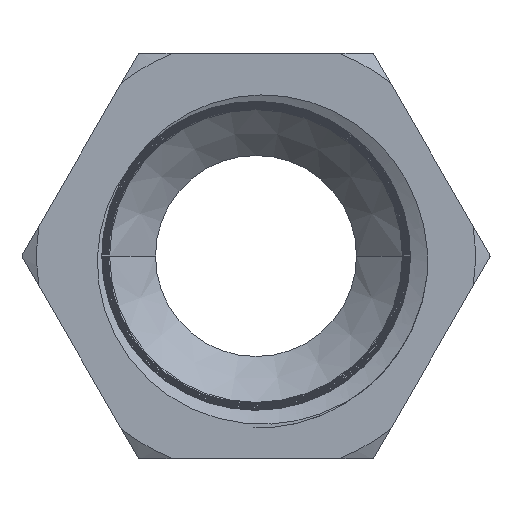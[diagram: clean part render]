
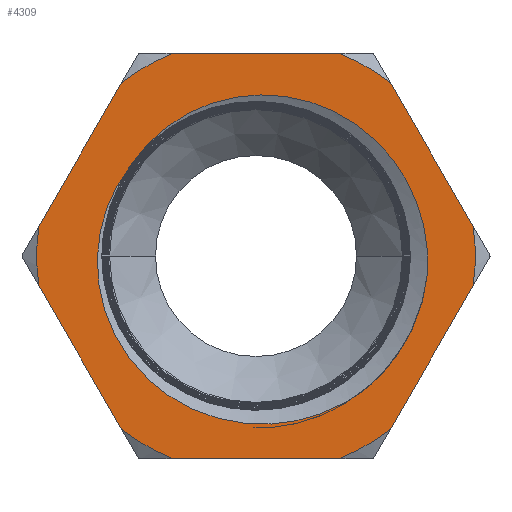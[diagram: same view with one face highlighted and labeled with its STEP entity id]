
A CAD part, left-side view. The second image highlights one B-rep face of the part: STEP entity #4309.
In plain terms, the highlighted planar face has unit normal (-1, 0, 0).
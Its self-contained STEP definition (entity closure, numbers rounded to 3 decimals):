
#121=DIRECTION('',(0.,-0.5,0.866));
#122=VECTOR('',#121,12.931);
#123=CARTESIAN_POINT('',(0.,16.959,2.326));
#124=LINE('',#123,#122);
#125=CARTESIAN_POINT('',(0.,0.,0.));
#126=DIRECTION('',(-1.,0.,0.));
#127=DIRECTION('',(0.,0.378,0.926));
#128=AXIS2_PLACEMENT_3D('',#125,#126,#127);
#130=DIRECTION('',(0.,-1.,0.));
#131=VECTOR('',#130,12.931);
#132=CARTESIAN_POINT('',(0.,6.466,15.85));
#133=LINE('',#132,#131);
#134=CARTESIAN_POINT('',(0.,0.,0.));
#135=DIRECTION('',(-1.,0.,0.));
#136=DIRECTION('',(0.,-0.613,0.79));
#137=AXIS2_PLACEMENT_3D('',#134,#135,#136);
#139=DIRECTION('',(0.,-0.5,-0.866));
#140=VECTOR('',#139,12.931);
#141=CARTESIAN_POINT('',(0.,-10.494,13.524));
#142=LINE('',#141,#140);
#143=DIRECTION('',(0.,0.5,-0.866));
#144=VECTOR('',#143,12.931);
#145=CARTESIAN_POINT('',(0.,-16.959,-2.326));
#146=LINE('',#145,#144);
#147=CARTESIAN_POINT('',(0.,0.,0.));
#148=DIRECTION('',(-1.,0.,0.));
#149=DIRECTION('',(0.,-0.378,-0.926));
#150=AXIS2_PLACEMENT_3D('',#147,#148,#149);
#152=DIRECTION('',(0.,1.,0.));
#153=VECTOR('',#152,12.931);
#154=CARTESIAN_POINT('',(0.,-6.466,-15.85));
#155=LINE('',#154,#153);
#156=CARTESIAN_POINT('',(0.,0.,0.));
#157=DIRECTION('',(-1.,0.,0.));
#158=DIRECTION('',(0.,0.613,-0.79));
#159=AXIS2_PLACEMENT_3D('',#156,#157,#158);
#161=DIRECTION('',(0.,0.5,0.866));
#162=VECTOR('',#161,12.931);
#163=CARTESIAN_POINT('',(0.,10.494,-13.524));
#164=LINE('',#163,#162);
#165=CARTESIAN_POINT('',(0.,9.554,7.399));
#166=CARTESIAN_POINT('',(0.,9.208,7.889));
#167=CARTESIAN_POINT('',(0.,8.45,8.809));
#168=CARTESIAN_POINT('',(0.,7.092,10.033));
#169=CARTESIAN_POINT('',(0.,5.578,11.034));
#170=CARTESIAN_POINT('',(0.,3.917,11.811));
#171=CARTESIAN_POINT('',(0.,2.148,12.336));
#172=CARTESIAN_POINT('',(0.,0.324,12.596));
#173=CARTESIAN_POINT('',(0.,-1.545,12.584));
#174=CARTESIAN_POINT('',(0.,-3.379,12.3));
#175=CARTESIAN_POINT('',(0.,-5.168,11.747));
#176=CARTESIAN_POINT('',(0.,-6.868,10.934));
#177=CARTESIAN_POINT('',(0.,-8.45,9.868));
#178=CARTESIAN_POINT('',(0.,-9.87,8.566));
#179=CARTESIAN_POINT('',(0.,-11.052,7.11));
#180=CARTESIAN_POINT('',(0.,-11.99,5.55));
#181=CARTESIAN_POINT('',(0.,-12.698,3.902));
#182=CARTESIAN_POINT('',(0.,-13.179,2.171));
#183=CARTESIAN_POINT('',(0.,-13.424,0.36));
#184=CARTESIAN_POINT('',(0.,-13.422,-0.855));
#185=CARTESIAN_POINT('',(0.,-13.379,-1.467));
#187=CARTESIAN_POINT('',(0.,0.,0.));
#188=DIRECTION('',(-1.,0.,0.));
#189=DIRECTION('',(0.,0.791,0.612));
#190=AXIS2_PLACEMENT_3D('',#187,#188,#189);
#192=CARTESIAN_POINT('',(0.,-8.464,-10.456));
#193=CARTESIAN_POINT('',(0.,-7.983,-10.818));
#194=CARTESIAN_POINT('',(0.,-6.986,-11.469));
#195=CARTESIAN_POINT('',(0.,-5.362,-12.242));
#196=CARTESIAN_POINT('',(0.,-3.691,-12.778));
#197=CARTESIAN_POINT('',(0.,-1.979,-13.09));
#198=CARTESIAN_POINT('',(0.,-0.2,-13.176));
#199=CARTESIAN_POINT('',(0.,1.671,-13.009));
#200=CARTESIAN_POINT('',(0.,3.602,-12.539));
#201=CARTESIAN_POINT('',(0.,5.418,-11.786));
#202=CARTESIAN_POINT('',(0.,7.081,-10.782));
#203=CARTESIAN_POINT('',(0.,8.552,-9.561));
#204=CARTESIAN_POINT('',(0.,9.821,-8.142));
#205=CARTESIAN_POINT('',(0.,10.869,-6.542));
#206=CARTESIAN_POINT('',(0.,11.664,-4.805));
#207=CARTESIAN_POINT('',(0.,12.188,-2.958));
#208=CARTESIAN_POINT('',(0.,12.418,-1.107));
#209=CARTESIAN_POINT('',(0.,12.377,0.682));
#210=CARTESIAN_POINT('',(0.,12.091,2.4));
#211=CARTESIAN_POINT('',(0.,11.574,4.044));
#212=CARTESIAN_POINT('',(0.,10.824,5.613));
#213=CARTESIAN_POINT('',(0.,10.183,6.574));
#214=CARTESIAN_POINT('',(0.,9.825,7.035));
#216=CARTESIAN_POINT('',(0.,-13.379,-1.467));
#217=CARTESIAN_POINT('',(0.,-13.315,-2.049));
#218=CARTESIAN_POINT('',(0.,-13.113,-3.193));
#219=CARTESIAN_POINT('',(0.,-12.584,-4.877));
#220=CARTESIAN_POINT('',(0.,-11.844,-6.466));
#221=CARTESIAN_POINT('',(0.,-10.905,-7.946));
#222=CARTESIAN_POINT('',(0.,-9.773,-9.301));
#223=CARTESIAN_POINT('',(0.,-8.919,-10.089));
#224=CARTESIAN_POINT('',(0.,-8.464,-10.456));
#240=CARTESIAN_POINT('',(0.,0.,0.));
#241=DIRECTION('',(-1.,0.,0.));
#242=DIRECTION('',(0.,0.991,0.136));
#243=AXIS2_PLACEMENT_3D('',#240,#241,#242);
#266=CARTESIAN_POINT('',(0.,0.,0.));
#267=DIRECTION('',(-1.,0.,0.));
#268=DIRECTION('',(0.,-0.991,-0.136));
#269=AXIS2_PLACEMENT_3D('',#266,#267,#268);
#4044=CARTESIAN_POINT('',(0.,10.494,-13.524));
#4045=CARTESIAN_POINT('',(0.,6.466,-15.85));
#4046=VERTEX_POINT('',#4044);
#4047=VERTEX_POINT('',#4045);
#4048=CARTESIAN_POINT('',(0.,-6.466,-15.85));
#4049=CARTESIAN_POINT('',(0.,-10.494,-13.524));
#4050=VERTEX_POINT('',#4048);
#4051=VERTEX_POINT('',#4049);
#4052=CARTESIAN_POINT('',(0.,-10.494,13.524));
#4053=CARTESIAN_POINT('',(0.,-6.466,15.85));
#4054=VERTEX_POINT('',#4052);
#4055=VERTEX_POINT('',#4053);
#4056=CARTESIAN_POINT('',(0.,6.466,15.85));
#4057=CARTESIAN_POINT('',(0.,10.494,13.524));
#4058=VERTEX_POINT('',#4056);
#4059=VERTEX_POINT('',#4057);
#4076=CARTESIAN_POINT('',(0.,16.959,-2.326));
#4077=VERTEX_POINT('',#4076);
#4078=CARTESIAN_POINT('',(0.,16.959,2.326));
#4079=VERTEX_POINT('',#4078);
#4080=CARTESIAN_POINT('',(0.,-16.959,2.326));
#4081=VERTEX_POINT('',#4080);
#4082=CARTESIAN_POINT('',(0.,-16.959,-2.326));
#4083=VERTEX_POINT('',#4082);
#4132=VERTEX_POINT('',#165);
#4133=VERTEX_POINT('',#185);
#4134=VERTEX_POINT('',#224);
#4135=VERTEX_POINT('',#214);
#4268=CARTESIAN_POINT('',(0.,0.,0.));
#4269=DIRECTION('',(1.,0.,0.));
#4270=DIRECTION('',(0.,0.,-1.));
#4271=AXIS2_PLACEMENT_3D('',#4268,#4269,#4270);
#4272=PLANE('',#4271);
#4274=ORIENTED_EDGE('',*,*,#4273,.F.);
#4276=ORIENTED_EDGE('',*,*,#4275,.T.);
#4278=ORIENTED_EDGE('',*,*,#4277,.F.);
#4280=ORIENTED_EDGE('',*,*,#4279,.T.);
#4282=ORIENTED_EDGE('',*,*,#4281,.F.);
#4284=ORIENTED_EDGE('',*,*,#4283,.T.);
#4286=ORIENTED_EDGE('',*,*,#4285,.F.);
#4288=ORIENTED_EDGE('',*,*,#4287,.T.);
#4290=ORIENTED_EDGE('',*,*,#4289,.F.);
#4292=ORIENTED_EDGE('',*,*,#4291,.T.);
#4294=ORIENTED_EDGE('',*,*,#4293,.F.);
#4296=ORIENTED_EDGE('',*,*,#4295,.T.);
#4297=EDGE_LOOP('',(#4274,#4276,#4278,#4280,#4282,#4284,#4286,#4288,#4290,#4292,
#4294,#4296));
#4298=FACE_OUTER_BOUND('',#4297,.F.);
#4300=ORIENTED_EDGE('',*,*,#4299,.F.);
#4302=ORIENTED_EDGE('',*,*,#4301,.T.);
#4304=ORIENTED_EDGE('',*,*,#4303,.F.);
#4306=ORIENTED_EDGE('',*,*,#4305,.F.);
#4307=EDGE_LOOP('',(#4300,#4302,#4304,#4306));
#4308=FACE_BOUND('',#4307,.F.);
#129=CIRCLE('',#128,17.118);
#138=CIRCLE('',#137,17.118);
#151=CIRCLE('',#150,17.118);
#160=CIRCLE('',#159,17.118);
#186=B_SPLINE_CURVE_WITH_KNOTS('',3,(#165,#166,#167,#168,#169,#170,#171,#172,
#173,#174,#175,#176,#177,#178,#179,#180,#181,#182,#183,#184,#185),.UNSPECIFIED.,
.F.,.F.,(4,1,1,1,1,1,1,1,1,1,1,1,1,1,1,1,1,1,4),(0.,0.056,
0.111,0.167,0.222,0.278,
0.333,0.389,0.444,0.5,0.556,
0.611,0.667,0.722,0.778,
0.833,0.889,0.944,1.),.UNSPECIFIED.);
#191=CIRCLE('',#190,12.084);
#215=B_SPLINE_CURVE_WITH_KNOTS('',3,(#192,#193,#194,#195,#196,#197,#198,#199,
#200,#201,#202,#203,#204,#205,#206,#207,#208,#209,#210,#211,#212,#213,#214),
.UNSPECIFIED.,.F.,.F.,(4,1,1,1,1,1,1,1,1,1,1,1,1,1,1,1,1,1,1,1,4),(0.,0.05,
0.1,0.15,0.2,0.25,0.3,0.35,0.4,0.45,0.5,0.55,0.6,0.65,
0.7,0.75,0.8,0.85,0.9,0.95,1.),.UNSPECIFIED.);
#225=B_SPLINE_CURVE_WITH_KNOTS('',3,(#216,#217,#218,#219,#220,#221,#222,#223,
#224),.UNSPECIFIED.,.F.,.F.,(4,1,1,1,1,1,4),(0.,0.167,
0.333,0.5,0.667,0.833,1.),
.UNSPECIFIED.);
#244=CIRCLE('',#243,17.118);
#270=CIRCLE('',#269,17.118);
#4273=EDGE_CURVE('',#4079,#4077,#244,.T.);
#4275=EDGE_CURVE('',#4079,#4059,#124,.T.);
#4277=EDGE_CURVE('',#4058,#4059,#129,.T.);
#4279=EDGE_CURVE('',#4058,#4055,#133,.T.);
#4281=EDGE_CURVE('',#4054,#4055,#138,.T.);
#4283=EDGE_CURVE('',#4054,#4081,#142,.T.);
#4285=EDGE_CURVE('',#4083,#4081,#270,.T.);
#4287=EDGE_CURVE('',#4083,#4051,#146,.T.);
#4289=EDGE_CURVE('',#4050,#4051,#151,.T.);
#4291=EDGE_CURVE('',#4050,#4047,#155,.T.);
#4293=EDGE_CURVE('',#4046,#4047,#160,.T.);
#4295=EDGE_CURVE('',#4046,#4077,#164,.T.);
#4299=EDGE_CURVE('',#4132,#4133,#186,.T.);
#4301=EDGE_CURVE('',#4132,#4135,#191,.T.);
#4303=EDGE_CURVE('',#4134,#4135,#215,.T.);
#4305=EDGE_CURVE('',#4133,#4134,#225,.T.);
#4309=ADVANCED_FACE('',(#4298,#4308),#4272,.F.);
